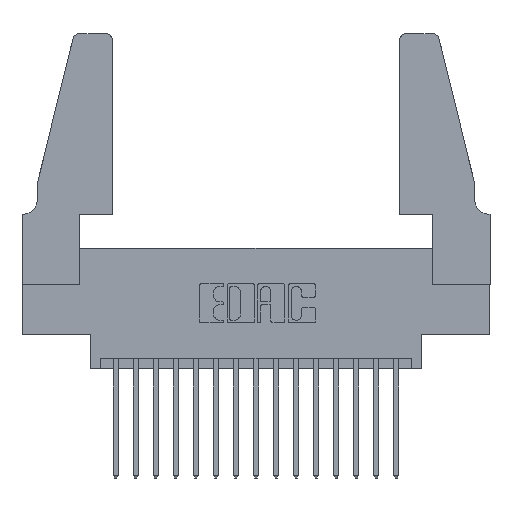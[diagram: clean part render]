
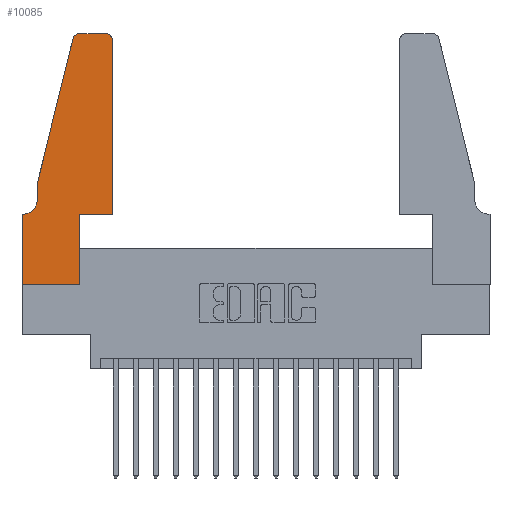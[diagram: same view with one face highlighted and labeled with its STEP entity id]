
A CAD part, top view. The second image highlights one B-rep face of the part: STEP entity #10085.
In plain terms, the highlighted planar face has unit normal (0, 0, 1).
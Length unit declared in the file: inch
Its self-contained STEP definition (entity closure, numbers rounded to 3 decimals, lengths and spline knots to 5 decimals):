
#87 = VERTEX_POINT ( 'NONE', #1550 ) ;
#142 = CIRCLE ( 'NONE', #13047, 0.03 ) ;
#388 = DIRECTION ( 'NONE',  ( -1., 0., 0. ) ) ;
#1270 = VERTEX_POINT ( 'NONE', #8604 ) ;
#1392 = ORIENTED_EDGE ( 'NONE', *, *, #15665, .T. ) ;
#1550 = CARTESIAN_POINT ( 'NONE',  ( 0.4505, 0.35, 0.37 ) ) ;
#1621 = LINE ( 'NONE', #12292, #9037 ) ;
#1772 = ORIENTED_EDGE ( 'NONE', *, *, #16537, .T. ) ;
#2255 = LINE ( 'NONE', #17425, #5546 ) ;
#2268 = LINE ( 'NONE', #17294, #16317 ) ;
#2506 = AXIS2_PLACEMENT_3D ( 'NONE', #16790, #8777, #388 ) ;
#2507 = FACE_OUTER_BOUND ( 'NONE', #8487, .T. ) ;
#2586 = CARTESIAN_POINT ( 'NONE',  ( 0.0755, 0.5, 0.37 ) ) ;
#2962 = DIRECTION ( 'NONE',  ( 0., 0., 1. ) ) ;
#3118 = CARTESIAN_POINT ( 'NONE',  ( 0., 0.35, 0.37 ) ) ;
#3405 = CIRCLE ( 'NONE', #11151, 0.03 ) ;
#3632 = LINE ( 'NONE', #2586, #14079 ) ;
#4098 = CARTESIAN_POINT ( 'NONE',  ( 0.2865, 0.35, 0.37 ) ) ;
#4236 = VERTEX_POINT ( 'NONE', #13606 ) ;
#4445 = CARTESIAN_POINT ( 'NONE',  ( 0.2605, 1.25, 0.37 ) ) ;
#4506 = CARTESIAN_POINT ( 'NONE',  ( 0.4505, 0.35, 0.37 ) ) ;
#4699 = LINE ( 'NONE', #5753, #15111 ) ;
#5437 = ORIENTED_EDGE ( 'NONE', *, *, #14136, .T. ) ;
#5546 = VECTOR ( 'NONE', #9436, 39.37008 ) ;
#5594 = EDGE_CURVE ( 'NONE', #13121, #17320, #142, .T. ) ;
#5753 = CARTESIAN_POINT ( 'NONE',  ( 0.0755, 0.5, 0.37 ) ) ;
#5857 = DIRECTION ( 'NONE',  ( -1., 0., 0. ) ) ;
#5928 = DIRECTION ( 'NONE',  ( 1., 0., 0. ) ) ;
#6015 = ORIENTED_EDGE ( 'NONE', *, *, #16511, .T. ) ;
#6267 = CARTESIAN_POINT ( 'NONE',  ( 0.2865, 0.35, 0.37 ) ) ;
#7006 = CARTESIAN_POINT ( 'NONE',  ( 0., 0.35, 0.37 ) ) ;
#7087 = VECTOR ( 'NONE', #10055, 39.37008 ) ;
#7170 = DIRECTION ( 'NONE',  ( 0., -1., 0. ) ) ;
#7277 = VERTEX_POINT ( 'NONE', #7006 ) ;
#7316 = VERTEX_POINT ( 'NONE', #11200 ) ;
#7429 = DIRECTION ( 'NONE',  ( 0., 0., 1. ) ) ;
#7672 = CARTESIAN_POINT ( 'NONE',  ( 0.25487, 1.22718, 0.37 ) ) ;
#7674 = DIRECTION ( 'NONE',  ( 0., 1., 0. ) ) ;
#7700 = ORIENTED_EDGE ( 'NONE', *, *, #9319, .T. ) ;
#8256 = CARTESIAN_POINT ( 'NONE',  ( 0., 0., 0.37 ) ) ;
#8487 = EDGE_LOOP ( 'NONE', ( #6015, #14178, #7700, #15312, #12845, #12284, #5437, #15606, #1392, #11885, #1772, #16624 ) ) ;
#8593 = LINE ( 'NONE', #6267, #15293 ) ;
#8604 = CARTESIAN_POINT ( 'NONE',  ( 0.2865, 0., 0.37 ) ) ;
#8759 = CARTESIAN_POINT ( 'NONE',  ( 0., 0., 0.37 ) ) ;
#8777 = DIRECTION ( 'NONE',  ( 0., 0., -1. ) ) ;
#8833 = EDGE_CURVE ( 'NONE', #14764, #16429, #3405, .T. ) ;
#8944 = EDGE_CURVE ( 'NONE', #7316, #4236, #15715, .T. ) ;
#9037 = VECTOR ( 'NONE', #9577, 39.37008 ) ;
#9319 = EDGE_CURVE ( 'NONE', #17320, #15216, #3632, .T. ) ;
#9398 = CARTESIAN_POINT ( 'NONE',  ( 0.4505, 1.22, 0.37 ) ) ;
#9436 = DIRECTION ( 'NONE',  ( 1., 0., 0. ) ) ;
#9577 = DIRECTION ( 'NONE',  ( -1., 0., 0. ) ) ;
#10055 = DIRECTION ( 'NONE',  ( 0., 1., 0. ) ) ;
#10085 = ADVANCED_FACE ( 'NONE', ( #2507 ), #12704, .T. ) ;
#10398 = CARTESIAN_POINT ( 'NONE',  ( 0.0755, 0.5, 0.37 ) ) ;
#10691 = LINE ( 'NONE', #4506, #7087 ) ;
#10871 = CARTESIAN_POINT ( 'NONE',  ( 0.4205, 1.25, 0.37 ) ) ;
#11151 = AXIS2_PLACEMENT_3D ( 'NONE', #11207, #2962, #12567 ) ;
#11200 = CARTESIAN_POINT ( 'NONE',  ( 0.0755, 0.42, 0.37 ) ) ;
#11207 = CARTESIAN_POINT ( 'NONE',  ( 0.4205, 1.22, 0.37 ) ) ;
#11537 = LINE ( 'NONE', #4445, #14680 ) ;
#11885 = ORIENTED_EDGE ( 'NONE', *, *, #15832, .T. ) ;
#12023 = DIRECTION ( 'NONE',  ( 1., 0., 0. ) ) ;
#12284 = ORIENTED_EDGE ( 'NONE', *, *, #14834, .T. ) ;
#12292 = CARTESIAN_POINT ( 'NONE',  ( 0.0755, 0.35, 0.37 ) ) ;
#12446 = VECTOR ( 'NONE', #16257, 39.37008 ) ;
#12534 = CARTESIAN_POINT ( 'NONE',  ( 0.284, 1.25, 0.37 ) ) ;
#12567 = DIRECTION ( 'NONE',  ( 1., 0., 0. ) ) ;
#12704 = PLANE ( 'NONE',  #16077 ) ;
#12845 = ORIENTED_EDGE ( 'NONE', *, *, #8944, .T. ) ;
#13047 = AXIS2_PLACEMENT_3D ( 'NONE', #15470, #7429, #16783 ) ;
#13121 = VERTEX_POINT ( 'NONE', #12534 ) ;
#13530 = DIRECTION ( 'NONE',  ( -0.239, -0.971, 0. ) ) ;
#13606 = CARTESIAN_POINT ( 'NONE',  ( 0.0055, 0.35, 0.37 ) ) ;
#14035 = DIRECTION ( 'NONE',  ( 0., 0., 1. ) ) ;
#14079 = VECTOR ( 'NONE', #13530, 39.37008 ) ;
#14136 = EDGE_CURVE ( 'NONE', #7277, #16226, #15974, .T. ) ;
#14157 = VERTEX_POINT ( 'NONE', #4098 ) ;
#14178 = ORIENTED_EDGE ( 'NONE', *, *, #5594, .T. ) ;
#14680 = VECTOR ( 'NONE', #5857, 39.37008 ) ;
#14764 = VERTEX_POINT ( 'NONE', #9398 ) ;
#14834 = EDGE_CURVE ( 'NONE', #4236, #7277, #1621, .T. ) ;
#15111 = VECTOR ( 'NONE', #7170, 39.37008 ) ;
#15216 = VERTEX_POINT ( 'NONE', #10398 ) ;
#15293 = VECTOR ( 'NONE', #7674, 39.37008 ) ;
#15312 = ORIENTED_EDGE ( 'NONE', *, *, #16110, .T. ) ;
#15470 = CARTESIAN_POINT ( 'NONE',  ( 0.284, 1.22, 0.37 ) ) ;
#15606 = ORIENTED_EDGE ( 'NONE', *, *, #16872, .T. ) ;
#15665 = EDGE_CURVE ( 'NONE', #1270, #14157, #8593, .T. ) ;
#15715 = CIRCLE ( 'NONE', #2506, 0.07 ) ;
#15832 = EDGE_CURVE ( 'NONE', #14157, #87, #2268, .T. ) ;
#15974 = LINE ( 'NONE', #8256, #12446 ) ;
#16077 = AXIS2_PLACEMENT_3D ( 'NONE', #3118, #14035, #5928 ) ;
#16110 = EDGE_CURVE ( 'NONE', #15216, #7316, #4699, .T. ) ;
#16226 = VERTEX_POINT ( 'NONE', #8759 ) ;
#16257 = DIRECTION ( 'NONE',  ( 0., -1., 0. ) ) ;
#16317 = VECTOR ( 'NONE', #12023, 39.37008 ) ;
#16429 = VERTEX_POINT ( 'NONE', #10871 ) ;
#16511 = EDGE_CURVE ( 'NONE', #16429, #13121, #11537, .T. ) ;
#16537 = EDGE_CURVE ( 'NONE', #87, #14764, #10691, .T. ) ;
#16624 = ORIENTED_EDGE ( 'NONE', *, *, #8833, .T. ) ;
#16783 = DIRECTION ( 'NONE',  ( 1., 0., 0. ) ) ;
#16790 = CARTESIAN_POINT ( 'NONE',  ( 0.0055, 0.42, 0.37 ) ) ;
#16872 = EDGE_CURVE ( 'NONE', #16226, #1270, #2255, .T. ) ;
#17294 = CARTESIAN_POINT ( 'NONE',  ( 0.4505, 0.35, 0.37 ) ) ;
#17320 = VERTEX_POINT ( 'NONE', #7672 ) ;
#17425 = CARTESIAN_POINT ( 'NONE',  ( 0., 0., 0.37 ) ) ;
